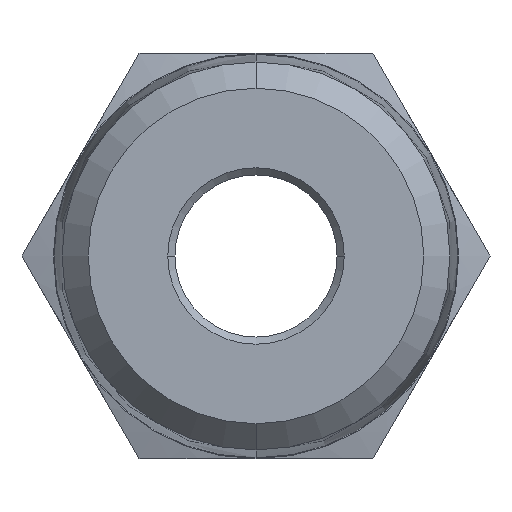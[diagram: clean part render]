
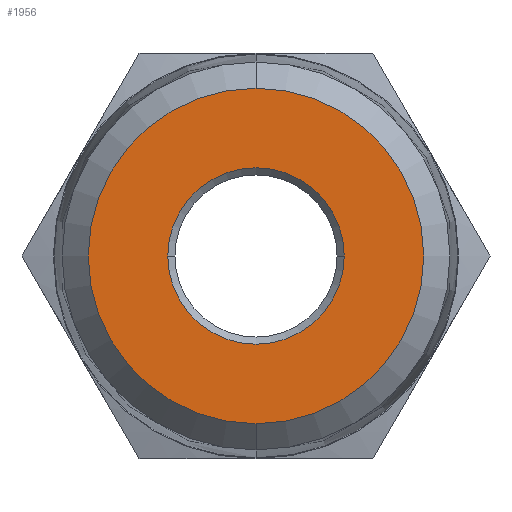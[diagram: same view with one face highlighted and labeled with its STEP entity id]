
A CAD part, front view. The second image highlights one B-rep face of the part: STEP entity #1956.
In plain terms, the highlighted planar face has unit normal (0, -1, 0).
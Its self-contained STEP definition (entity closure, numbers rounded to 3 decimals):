
#768=CARTESIAN_POINT('',(0.,-11.5,0.));
#769=DIRECTION('',(0.,1.,0.));
#770=DIRECTION('',(0.,0.,1.));
#771=AXIS2_PLACEMENT_3D('',#768,#769,#770);
#773=CARTESIAN_POINT('',(0.,-11.5,0.));
#774=DIRECTION('',(0.,1.,0.));
#775=DIRECTION('',(0.,0.,-1.));
#776=AXIS2_PLACEMENT_3D('',#773,#774,#775);
#778=CARTESIAN_POINT('',(0.,-11.5,0.));
#779=DIRECTION('',(0.,-1.,0.));
#780=DIRECTION('',(1.,0.,0.));
#781=AXIS2_PLACEMENT_3D('',#778,#779,#780);
#783=CARTESIAN_POINT('',(0.,-11.5,0.));
#784=DIRECTION('',(0.,-1.,0.));
#785=DIRECTION('',(-1.,0.,0.));
#786=AXIS2_PLACEMENT_3D('',#783,#784,#785);
#894=CARTESIAN_POINT('',(0.,-11.5,-7.035));
#895=VERTEX_POINT('',#894);
#896=CARTESIAN_POINT('',(0.,-11.5,7.035));
#897=VERTEX_POINT('',#896);
#902=CARTESIAN_POINT('',(3.7,-11.5,0.));
#903=VERTEX_POINT('',#902);
#904=CARTESIAN_POINT('',(-3.7,-11.5,0.));
#905=VERTEX_POINT('',#904);
#1941=CARTESIAN_POINT('',(0.,-11.5,0.));
#1942=DIRECTION('',(0.,1.,0.));
#1943=DIRECTION('',(0.,0.,1.));
#1944=AXIS2_PLACEMENT_3D('',#1941,#1942,#1943);
#1945=PLANE('',#1944);
#1947=ORIENTED_EDGE('',*,*,#1946,.T.);
#1949=ORIENTED_EDGE('',*,*,#1948,.T.);
#1950=EDGE_LOOP('',(#1947,#1949));
#1951=FACE_OUTER_BOUND('',#1950,.F.);
#1952=ORIENTED_EDGE('',*,*,#1923,.T.);
#1953=ORIENTED_EDGE('',*,*,#1934,.T.);
#1954=EDGE_LOOP('',(#1952,#1953));
#1955=FACE_BOUND('',#1954,.F.);
#1956=ADVANCED_FACE('',(#1951,#1955),#1945,.F.);
#772=CIRCLE('',#771,7.035);
#777=CIRCLE('',#776,7.035);
#782=CIRCLE('',#781,3.7);
#787=CIRCLE('',#786,3.7);
#1923=EDGE_CURVE('',#903,#905,#782,.T.);
#1934=EDGE_CURVE('',#905,#903,#787,.T.);
#1946=EDGE_CURVE('',#897,#895,#772,.T.);
#1948=EDGE_CURVE('',#895,#897,#777,.T.);
